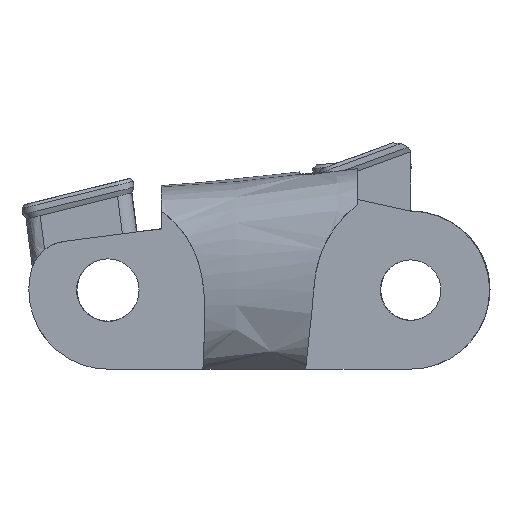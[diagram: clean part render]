
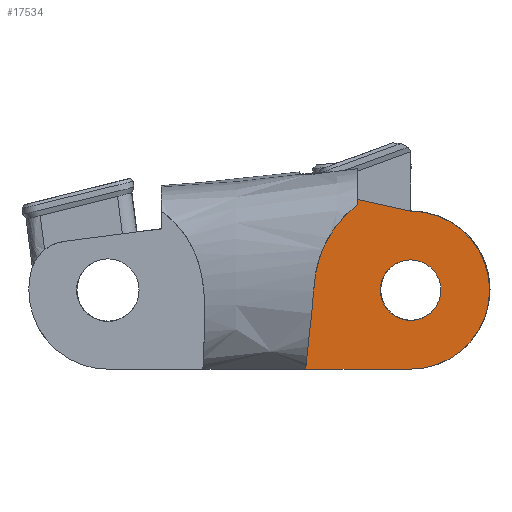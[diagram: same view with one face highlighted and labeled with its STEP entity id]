
A CAD part, left-side view. The second image highlights one B-rep face of the part: STEP entity #17534.
In plain terms, the highlighted planar face has unit normal (-1, 0, 0).
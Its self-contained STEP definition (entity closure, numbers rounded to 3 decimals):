
#358 = CARTESIAN_POINT ( 'NONE',  ( 22.83, 55.166, 14.048 ) ) ;
#481 = CARTESIAN_POINT ( 'NONE',  ( 22.83, 55.166, -3.952 ) ) ;
#754 = FACE_BOUND ( 'NONE', #7564, .T. ) ;
#845 = CARTESIAN_POINT ( 'NONE',  ( 22.83, 61.231, 14.813 ) ) ;
#860 = CIRCLE ( 'NONE', #12752, 3.45 ) ;
#1120 = CARTESIAN_POINT ( 'NONE',  ( 22.83, 55.166, 5.048 ) ) ;
#1131 = CARTESIAN_POINT ( 'NONE',  ( 22.83, 67.126, -3.952 ) ) ;
#1182 = CARTESIAN_POINT ( 'NONE',  ( 22.83, 66.609, 0.968 ) ) ;
#1290 = CARTESIAN_POINT ( 'NONE',  ( 22.83, 61.231, 14.813 ) ) ;
#1395 = CARTESIAN_POINT ( 'NONE',  ( 22.83, 67.126, -3.952 ) ) ;
#1574 = CARTESIAN_POINT ( 'NONE',  ( 22.83, 61.231, 15.391 ) ) ;
#1678 = DIRECTION ( 'NONE',  ( 0., 1., 0. ) ) ;
#2261 = CIRCLE ( 'NONE', #19264, 9. ) ;
#2547 = ORIENTED_EDGE ( 'NONE', *, *, #7595, .F. ) ;
#2997 = CARTESIAN_POINT ( 'NONE',  ( 22.83, 62.613, 13.772 ) ) ;
#3011 = CARTESIAN_POINT ( 'NONE',  ( 22.83, 55.166, 5.048 ) ) ;
#3441 = LINE ( 'NONE', #9939, #6946 ) ;
#3858 = CARTESIAN_POINT ( 'NONE',  ( 22.83, 55.166, 5.048 ) ) ;
#4055 = DIRECTION ( 'NONE',  ( 0., 0., 1. ) ) ;
#4553 = LINE ( 'NONE', #17893, #10099 ) ;
#4597 = CARTESIAN_POINT ( 'NONE',  ( 22.83, 67.037, -3.098 ) ) ;
#4618 = AXIS2_PLACEMENT_3D ( 'NONE', #3858, #13538, #8546 ) ;
#4624 = LINE ( 'NONE', #14303, #13430 ) ;
#4924 = CARTESIAN_POINT ( 'NONE',  ( 22.83, 65.547, 9.039 ) ) ;
#5027 = ORIENTED_EDGE ( 'NONE', *, *, #17273, .F. ) ;
#5748 = FACE_OUTER_BOUND ( 'NONE', #16370, .T. ) ;
#5843 = VERTEX_POINT ( 'NONE', #16543 ) ;
#5848 = PLANE ( 'NONE',  #13613 ) ;
#6764 = DIRECTION ( 'NONE',  ( -1., 0., 0. ) ) ;
#6946 = VECTOR ( 'NONE', #16445, 1000. ) ;
#6971 = ORIENTED_EDGE ( 'NONE', *, *, #9038, .F. ) ;
#7180 = CARTESIAN_POINT ( 'NONE',  ( 22.83, 55.166, 5.048 ) ) ;
#7564 = EDGE_LOOP ( 'NONE', ( #20886, #16898 ) ) ;
#7569 = CARTESIAN_POINT ( 'NONE',  ( 22.83, 69.762, 5.72 ) ) ;
#7595 = EDGE_CURVE ( 'NONE', #10301, #8652, #13799, .T. ) ;
#8081 = CARTESIAN_POINT ( 'NONE',  ( 22.83, 46.166, 5.048 ) ) ;
#8532 = B_SPLINE_CURVE_WITH_KNOTS ( 'NONE', 3,
 ( #1395, #4597, #13009, #1182, #17609, #19308, #4924, #11426, #2997, #1290 ),
 .UNSPECIFIED., .F., .F.,
 ( 4, 1, 1, 1, 1, 1, 1, 4 ),
 ( -1., -0.873, -0.767, -0.63, -0.495, -0.324, -0.253, 0. ),
 .UNSPECIFIED. ) ;
#8542 = EDGE_CURVE ( 'NONE', #5843, #12575, #17835, .T. ) ;
#8546 = DIRECTION ( 'NONE',  ( 0., -1., 0. ) ) ;
#8652 = VERTEX_POINT ( 'NONE', #481 ) ;
#8857 = ORIENTED_EDGE ( 'NONE', *, *, #13509, .F. ) ;
#9038 = EDGE_CURVE ( 'NONE', #9966, #10257, #3441, .T. ) ;
#9939 = CARTESIAN_POINT ( 'NONE',  ( 22.83, 61.231, 14.813 ) ) ;
#9966 = VERTEX_POINT ( 'NONE', #845 ) ;
#10099 = VECTOR ( 'NONE', #1678, 1000. ) ;
#10257 = VERTEX_POINT ( 'NONE', #1574 ) ;
#10272 = DIRECTION ( 'NONE',  ( 0., -1., 0. ) ) ;
#10301 = VERTEX_POINT ( 'NONE', #8081 ) ;
#10512 = DIRECTION ( 'NONE',  ( -1., 0., 0. ) ) ;
#10666 = AXIS2_PLACEMENT_3D ( 'NONE', #7180, #6764, #10272 ) ;
#10727 = ORIENTED_EDGE ( 'NONE', *, *, #13206, .F. ) ;
#10907 = DIRECTION ( 'NONE',  ( 0., -0.976, -0.216 ) ) ;
#10999 = DIRECTION ( 'NONE',  ( 1., 0., 0. ) ) ;
#11426 = CARTESIAN_POINT ( 'NONE',  ( 22.83, 64.054, 12.053 ) ) ;
#12278 = VERTEX_POINT ( 'NONE', #358 ) ;
#12575 = VERTEX_POINT ( 'NONE', #19263 ) ;
#12752 = AXIS2_PLACEMENT_3D ( 'NONE', #1120, #10512, #15508 ) ;
#13009 = CARTESIAN_POINT ( 'NONE',  ( 22.83, 66.865, -1.525 ) ) ;
#13206 = EDGE_CURVE ( 'NONE', #12278, #10301, #2261, .T. ) ;
#13430 = VECTOR ( 'NONE', #10907, 1000. ) ;
#13509 = EDGE_CURVE ( 'NONE', #8652, #19238, #4553, .T. ) ;
#13538 = DIRECTION ( 'NONE',  ( 1., 0., 0. ) ) ;
#13613 = AXIS2_PLACEMENT_3D ( 'NONE', #7569, #18652, #4055 ) ;
#13741 = EDGE_CURVE ( 'NONE', #12575, #5843, #860, .T. ) ;
#13799 = CIRCLE ( 'NONE', #4618, 9. ) ;
#14303 = CARTESIAN_POINT ( 'NONE',  ( 22.83, 61.231, 15.391 ) ) ;
#15267 = ORIENTED_EDGE ( 'NONE', *, *, #19605, .F. ) ;
#15508 = DIRECTION ( 'NONE',  ( 0., -1., 0. ) ) ;
#16370 = EDGE_LOOP ( 'NONE', ( #15267, #6971, #5027, #8857, #2547, #10727 ) ) ;
#16445 = DIRECTION ( 'NONE',  ( 0., 0., 1. ) ) ;
#16543 = CARTESIAN_POINT ( 'NONE',  ( 22.83, 55.166, 1.598 ) ) ;
#16898 = ORIENTED_EDGE ( 'NONE', *, *, #8542, .F. ) ;
#17273 = EDGE_CURVE ( 'NONE', #19238, #9966, #8532, .T. ) ;
#17534 = ADVANCED_FACE ( 'NONE', ( #754, #5748 ), #5848, .T. ) ;
#17609 = CARTESIAN_POINT ( 'NONE',  ( 22.83, 66.29, 3.517 ) ) ;
#17835 = CIRCLE ( 'NONE', #10666, 3.45 ) ;
#17893 = CARTESIAN_POINT ( 'NONE',  ( 22.83, 55.166, -3.952 ) ) ;
#18652 = DIRECTION ( 'NONE',  ( -1., 0., 0. ) ) ;
#18993 = DIRECTION ( 'NONE',  ( 0., -1., 0. ) ) ;
#19238 = VERTEX_POINT ( 'NONE', #1131 ) ;
#19263 = CARTESIAN_POINT ( 'NONE',  ( 22.83, 55.166, 8.498 ) ) ;
#19264 = AXIS2_PLACEMENT_3D ( 'NONE', #3011, #10999, #18993 ) ;
#19308 = CARTESIAN_POINT ( 'NONE',  ( 22.83, 66.167, 6.517 ) ) ;
#19605 = EDGE_CURVE ( 'NONE', #10257, #12278, #4624, .T. ) ;
#20886 = ORIENTED_EDGE ( 'NONE', *, *, #13741, .F. ) ;
